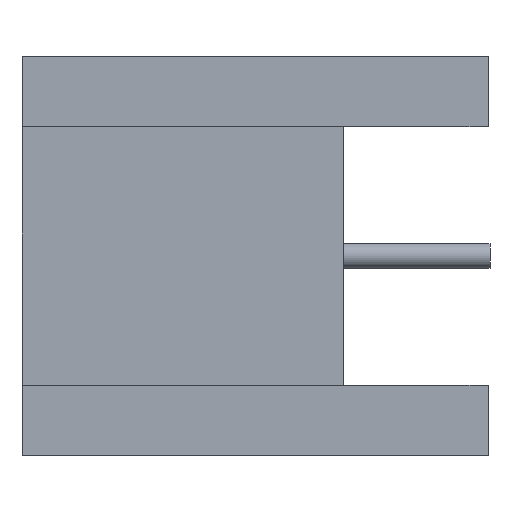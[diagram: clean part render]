
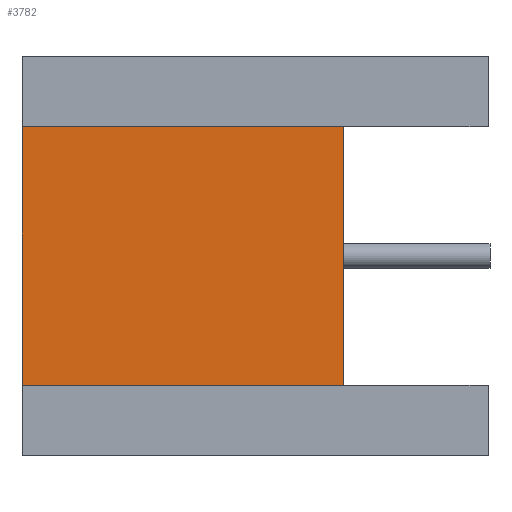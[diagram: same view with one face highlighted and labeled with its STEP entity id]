
A CAD part, front view. The second image highlights one B-rep face of the part: STEP entity #3782.
In plain terms, the highlighted planar face has unit normal (0, -1, 0).
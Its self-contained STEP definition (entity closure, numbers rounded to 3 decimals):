
#53 = LINE ( 'NONE', #956, #2037 ) ;
#164 = DIRECTION ( 'NONE',  ( 1., 0., 0. ) ) ;
#218 = ORIENTED_EDGE ( 'NONE', *, *, #3549, .F. ) ;
#374 = FACE_OUTER_BOUND ( 'NONE', #2499, .T. ) ;
#406 = CARTESIAN_POINT ( 'NONE',  ( -2.05, -2.1, -10. ) ) ;
#456 = CARTESIAN_POINT ( 'NONE',  ( -2.05, -2.1, -5.1 ) ) ;
#476 = VERTEX_POINT ( 'NONE', #2079 ) ;
#718 = VERTEX_POINT ( 'NONE', #456 ) ;
#782 = VECTOR ( 'NONE', #2132, 1000. ) ;
#907 = ORIENTED_EDGE ( 'NONE', *, *, #2739, .T. ) ;
#956 = CARTESIAN_POINT ( 'NONE',  ( 0., -2.1, -5.1 ) ) ;
#1019 = LINE ( 'NONE', #3109, #3416 ) ;
#1185 = CARTESIAN_POINT ( 'NONE',  ( -2.05, -2.1, 0. ) ) ;
#1240 = DIRECTION ( 'NONE',  ( 1., 0., 0. ) ) ;
#1264 = ORIENTED_EDGE ( 'NONE', *, *, #1597, .T. ) ;
#1386 = EDGE_CURVE ( 'NONE', #1557, #476, #1019, .T. ) ;
#1406 = CARTESIAN_POINT ( 'NONE',  ( 2.05, -2.1, -5.1 ) ) ;
#1557 = VERTEX_POINT ( 'NONE', #1185 ) ;
#1597 = EDGE_CURVE ( 'NONE', #718, #2452, #53, .T. ) ;
#1800 = ORIENTED_EDGE ( 'NONE', *, *, #1386, .F. ) ;
#2037 = VECTOR ( 'NONE', #1240, 1000. ) ;
#2049 = LINE ( 'NONE', #2159, #782 ) ;
#2079 = CARTESIAN_POINT ( 'NONE',  ( 2.05, -2.1, 0. ) ) ;
#2132 = DIRECTION ( 'NONE',  ( 0., 0., 1. ) ) ;
#2159 = CARTESIAN_POINT ( 'NONE',  ( 2.05, -2.1, -10. ) ) ;
#2395 = LINE ( 'NONE', #406, #2877 ) ;
#2452 = VERTEX_POINT ( 'NONE', #1406 ) ;
#2499 = EDGE_LOOP ( 'NONE', ( #1264, #907, #1800, #218 ) ) ;
#2573 = CARTESIAN_POINT ( 'NONE',  ( -2.05, -2.1, -10. ) ) ;
#2739 = EDGE_CURVE ( 'NONE', #2452, #476, #2049, .T. ) ;
#2837 = DIRECTION ( 'NONE',  ( 0., 0., 1. ) ) ;
#2870 = DIRECTION ( 'NONE',  ( 0., -1., 0. ) ) ;
#2877 = VECTOR ( 'NONE', #2837, 1000. ) ;
#3109 = CARTESIAN_POINT ( 'NONE',  ( -2.05, -2.1, 0. ) ) ;
#3164 = PLANE ( 'NONE',  #3828 ) ;
#3416 = VECTOR ( 'NONE', #164, 1000. ) ;
#3549 = EDGE_CURVE ( 'NONE', #718, #1557, #2395, .T. ) ;
#3724 = DIRECTION ( 'NONE',  ( 1., 0., 0. ) ) ;
#3782 = ADVANCED_FACE ( 'NONE', ( #374 ), #3164, .T. ) ;
#3828 = AXIS2_PLACEMENT_3D ( 'NONE', #2573, #2870, #3724 ) ;
